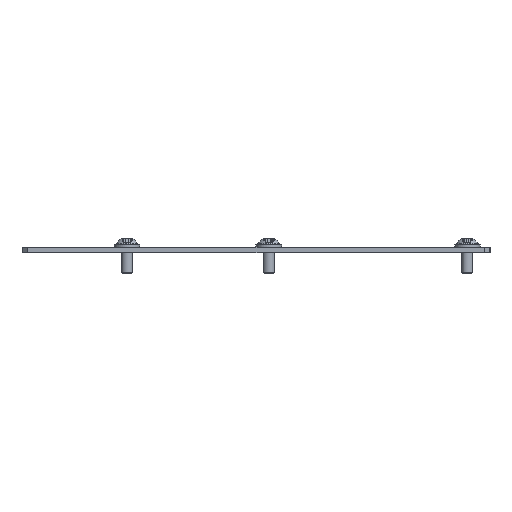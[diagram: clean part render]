
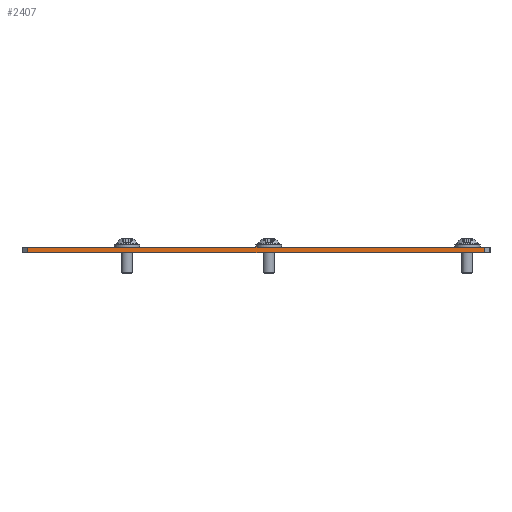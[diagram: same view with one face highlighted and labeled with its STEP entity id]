
A CAD part, left-side view. The second image highlights one B-rep face of the part: STEP entity #2407.
In plain terms, the highlighted face is planar.
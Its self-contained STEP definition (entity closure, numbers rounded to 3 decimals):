
#28 = VERTEX_POINT ( 'NONE', #1409 ) ;
#117 = LINE ( 'NONE', #328, #1970 ) ;
#195 = VECTOR ( 'NONE', #715, 1000. ) ;
#260 = CARTESIAN_POINT ( 'NONE',  ( 300., -80.5, 2. ) ) ;
#270 = EDGE_CURVE ( 'NONE', #459, #2002, #2155, .T. ) ;
#328 = CARTESIAN_POINT ( 'NONE',  ( 300., 80.5, 2. ) ) ;
#459 = VERTEX_POINT ( 'NONE', #2421 ) ;
#471 = DIRECTION ( 'NONE',  ( 0., 0., 1. ) ) ;
#612 = VECTOR ( 'NONE', #626, 1000. ) ;
#626 = DIRECTION ( 'NONE',  ( 0., 1., 0. ) ) ;
#715 = DIRECTION ( 'NONE',  ( 0., 0., -1. ) ) ;
#956 = ORIENTED_EDGE ( 'NONE', *, *, #1110, .T. ) ;
#1110 = EDGE_CURVE ( 'NONE', #28, #2180, #117, .T. ) ;
#1240 = CARTESIAN_POINT ( 'NONE',  ( 300., 80.5, 2. ) ) ;
#1409 = CARTESIAN_POINT ( 'NONE',  ( 300., 80.5, 0. ) ) ;
#1474 = ORIENTED_EDGE ( 'NONE', *, *, #1844, .F. ) ;
#1544 = LINE ( 'NONE', #2584, #2505 ) ;
#1552 = DIRECTION ( 'NONE',  ( 0., 1., 0. ) ) ;
#1700 = FACE_OUTER_BOUND ( 'NONE', #1807, .T. ) ;
#1732 = PLANE ( 'NONE',  #1805 ) ;
#1805 = AXIS2_PLACEMENT_3D ( 'NONE', #2530, #2560, #2353 ) ;
#1807 = EDGE_LOOP ( 'NONE', ( #1474, #2210, #1841, #956 ) ) ;
#1841 = ORIENTED_EDGE ( 'NONE', *, *, #2580, .T. ) ;
#1844 = EDGE_CURVE ( 'NONE', #459, #2180, #2662, .T. ) ;
#1970 = VECTOR ( 'NONE', #471, 1000. ) ;
#2002 = VERTEX_POINT ( 'NONE', #2604 ) ;
#2155 = LINE ( 'NONE', #260, #195 ) ;
#2180 = VERTEX_POINT ( 'NONE', #1240 ) ;
#2210 = ORIENTED_EDGE ( 'NONE', *, *, #270, .T. ) ;
#2353 = DIRECTION ( 'NONE',  ( 0., 0., 1. ) ) ;
#2407 = ADVANCED_FACE ( 'NONE', ( #1700 ), #1732, .F. ) ;
#2421 = CARTESIAN_POINT ( 'NONE',  ( 300., -80.5, 2. ) ) ;
#2482 = CARTESIAN_POINT ( 'NONE',  ( 300., -82.5, 2. ) ) ;
#2505 = VECTOR ( 'NONE', #1552, 1000. ) ;
#2530 = CARTESIAN_POINT ( 'NONE',  ( 300., -82.5, 2. ) ) ;
#2560 = DIRECTION ( 'NONE',  ( -1., 0., 0. ) ) ;
#2580 = EDGE_CURVE ( 'NONE', #2002, #28, #1544, .T. ) ;
#2584 = CARTESIAN_POINT ( 'NONE',  ( 300., -82.5, 0. ) ) ;
#2604 = CARTESIAN_POINT ( 'NONE',  ( 300., -80.5, 0. ) ) ;
#2662 = LINE ( 'NONE', #2482, #612 ) ;
